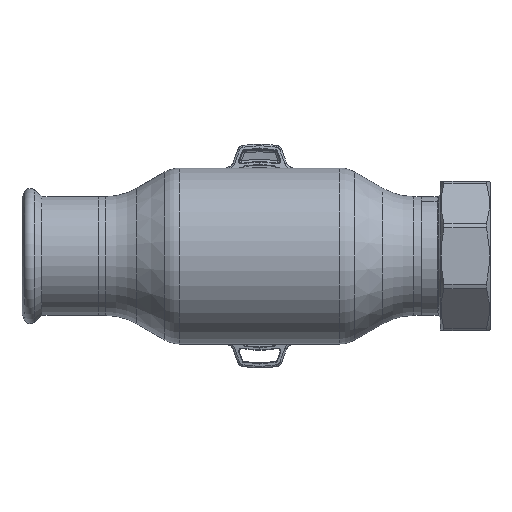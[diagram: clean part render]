
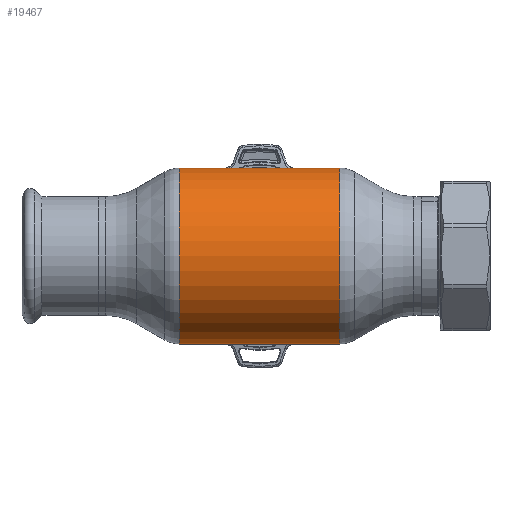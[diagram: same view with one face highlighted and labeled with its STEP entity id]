
A CAD part, front view. The second image highlights one B-rep face of the part: STEP entity #19467.
In plain terms, the highlighted cylindrical face has radius 42.5 mm (diameter 85 mm), a partial arc.
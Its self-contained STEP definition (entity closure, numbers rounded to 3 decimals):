
#20 = CARTESIAN_POINT ( 'NONE',  ( -38.749, 0., 42.5 ) ) ;
#34 = DIRECTION ( 'NONE',  ( 0., 0., -1. ) ) ;
#182 = ORIENTED_EDGE ( 'NONE', *, *, #21732, .T. ) ;
#2277 = EDGE_CURVE ( 'NONE', #31647, #3830, #2653, .T. ) ;
#2455 = DIRECTION ( 'NONE',  ( 1., 0., 0. ) ) ;
#2653 = CIRCLE ( 'NONE', #22008, 42.5 ) ;
#3830 = VERTEX_POINT ( 'NONE', #13965 ) ;
#4799 = CARTESIAN_POINT ( 'NONE',  ( 62.69, 0., 42.5 ) ) ;
#5411 = CYLINDRICAL_SURFACE ( 'NONE', #14583, 42.5 ) ;
#6236 = VECTOR ( 'NONE', #9923, 1000. ) ;
#6792 = CARTESIAN_POINT ( 'NONE',  ( 62.69, 0., -42.5 ) ) ;
#6952 = LINE ( 'NONE', #6792, #6236 ) ;
#7631 = CARTESIAN_POINT ( 'NONE',  ( 38.749, 0., -42.5 ) ) ;
#9069 = ORIENTED_EDGE ( 'NONE', *, *, #29599, .F. ) ;
#9923 = DIRECTION ( 'NONE',  ( 1., 0., 0. ) ) ;
#10558 = ORIENTED_EDGE ( 'NONE', *, *, #28989, .F. ) ;
#10802 = DIRECTION ( 'NONE',  ( 1., 0., 0. ) ) ;
#13965 = CARTESIAN_POINT ( 'NONE',  ( -38.749, 0., -42.5 ) ) ;
#14583 = AXIS2_PLACEMENT_3D ( 'NONE', #18784, #10802, #34 ) ;
#14928 = DIRECTION ( 'NONE',  ( 1., 0., 0. ) ) ;
#15379 = EDGE_LOOP ( 'NONE', ( #10558, #17461, #182, #9069 ) ) ;
#17461 = ORIENTED_EDGE ( 'NONE', *, *, #2277, .T. ) ;
#18443 = FACE_OUTER_BOUND ( 'NONE', #15379, .T. ) ;
#18784 = CARTESIAN_POINT ( 'NONE',  ( 62.69, 0., 0. ) ) ;
#18940 = CARTESIAN_POINT ( 'NONE',  ( 38.749, 0., 0. ) ) ;
#19467 = ADVANCED_FACE ( 'NONE', ( #18443 ), #5411, .T. ) ;
#21732 = EDGE_CURVE ( 'NONE', #3830, #29570, #6952, .T. ) ;
#21878 = VERTEX_POINT ( 'NONE', #32677 ) ;
#22008 = AXIS2_PLACEMENT_3D ( 'NONE', #28656, #2455, #26400 ) ;
#24878 = VECTOR ( 'NONE', #14928, 1000. ) ;
#25182 = DIRECTION ( 'NONE',  ( 0., 0., -1. ) ) ;
#26163 = LINE ( 'NONE', #4799, #24878 ) ;
#26400 = DIRECTION ( 'NONE',  ( 0., 0., -1. ) ) ;
#27176 = CIRCLE ( 'NONE', #31603, 42.5 ) ;
#28656 = CARTESIAN_POINT ( 'NONE',  ( -38.749, 0., 0. ) ) ;
#28989 = EDGE_CURVE ( 'NONE', #31647, #21878, #26163, .T. ) ;
#29547 = DIRECTION ( 'NONE',  ( 1., 0., 0. ) ) ;
#29570 = VERTEX_POINT ( 'NONE', #7631 ) ;
#29599 = EDGE_CURVE ( 'NONE', #21878, #29570, #27176, .T. ) ;
#31603 = AXIS2_PLACEMENT_3D ( 'NONE', #18940, #29547, #25182 ) ;
#31647 = VERTEX_POINT ( 'NONE', #20 ) ;
#32677 = CARTESIAN_POINT ( 'NONE',  ( 38.749, 0., 42.5 ) ) ;
